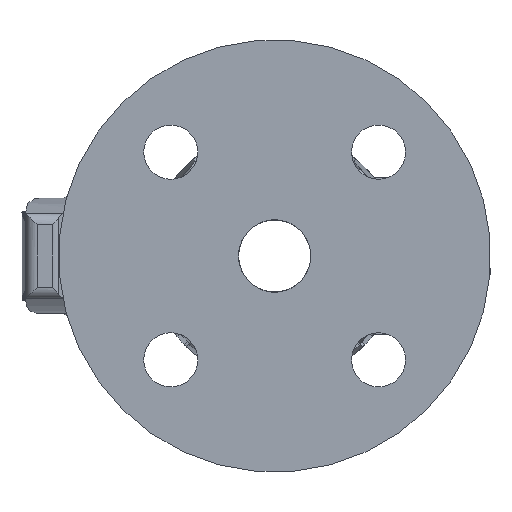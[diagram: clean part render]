
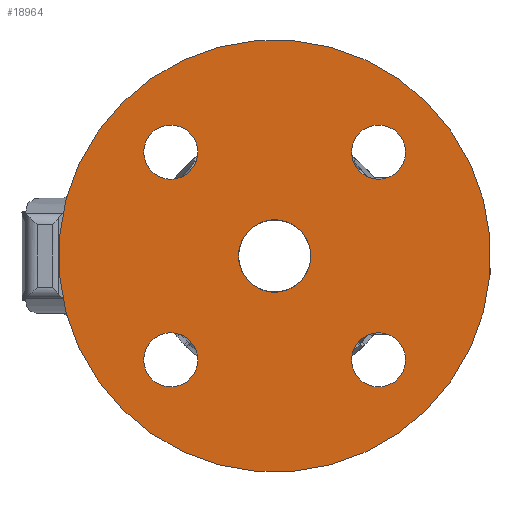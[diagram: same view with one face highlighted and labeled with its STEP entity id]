
A CAD part, left-side view. The second image highlights one B-rep face of the part: STEP entity #18964.
In plain terms, the highlighted face is planar.
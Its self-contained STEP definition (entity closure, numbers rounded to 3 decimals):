
#1735=FACE_BOUND($,#4345,.T.);
#1736=FACE_BOUND($,#4346,.T.);
#1737=FACE_BOUND($,#4347,.T.);
#1738=FACE_BOUND($,#4348,.T.);
#1739=FACE_BOUND($,#4349,.T.);
#1740=FACE_BOUND($,#4350,.T.);
#2198=CIRCLE($,#20780,6.95);
#2200=CIRCLE($,#20783,6.95);
#2202=CIRCLE($,#20786,6.95);
#2204=CIRCLE($,#20789,6.95);
#2207=CIRCLE($,#20795,55.55);
#2208=CIRCLE($,#20797,9.3);
#4345=EDGE_LOOP($,(#15779));
#4346=EDGE_LOOP($,(#15780));
#4347=EDGE_LOOP($,(#15781));
#4348=EDGE_LOOP($,(#15782));
#4349=EDGE_LOOP($,(#15783));
#4350=EDGE_LOOP($,(#15784));
#8123=VERTEX_POINT($,#35044);
#8125=VERTEX_POINT($,#35049);
#8127=VERTEX_POINT($,#35054);
#8129=VERTEX_POINT($,#35059);
#8132=VERTEX_POINT($,#35068);
#8133=VERTEX_POINT($,#35071);
#10773=EDGE_CURVE($,#8123,#8123,#2198,.T.);
#10775=EDGE_CURVE($,#8125,#8125,#2200,.T.);
#10777=EDGE_CURVE($,#8127,#8127,#2202,.T.);
#10779=EDGE_CURVE($,#8129,#8129,#2204,.T.);
#10782=EDGE_CURVE($,#8132,#8132,#2207,.T.);
#10783=EDGE_CURVE($,#8133,#8133,#2208,.T.);
#15779=ORIENTED_EDGE($,*,*,#10773,.T.);
#15780=ORIENTED_EDGE($,*,*,#10775,.T.);
#15781=ORIENTED_EDGE($,*,*,#10777,.T.);
#15782=ORIENTED_EDGE($,*,*,#10779,.T.);
#15783=ORIENTED_EDGE($,*,*,#10782,.T.);
#15784=ORIENTED_EDGE($,*,*,#10783,.F.);
#17928=PLANE($,#20796);
#18964=ADVANCED_FACE($,(#1735,#1736,#1737,#1738,#1739,#1740),#17928,.T.);
#20780=AXIS2_PLACEMENT_3D($,#35045,#25429,#25430);
#20783=AXIS2_PLACEMENT_3D($,#35050,#25435,#25436);
#20786=AXIS2_PLACEMENT_3D($,#35055,#25441,#25442);
#20789=AXIS2_PLACEMENT_3D($,#35060,#25447,#25448);
#20795=AXIS2_PLACEMENT_3D($,#35069,#25459,#25460);
#20796=AXIS2_PLACEMENT_3D($,#35070,#25461,#25462);
#20797=AXIS2_PLACEMENT_3D($,#35072,#25463,#25464);
#25429=DIRECTION('center_axis',(0.,0.,-1.));
#25430=DIRECTION('ref_axis',(0.,1.,0.));
#25435=DIRECTION('center_axis',(0.,0.,-1.));
#25436=DIRECTION('ref_axis',(1.,0.,0.));
#25441=DIRECTION('center_axis',(0.,0.,-1.));
#25442=DIRECTION('ref_axis',(0.,-1.,0.));
#25447=DIRECTION('center_axis',(0.,0.,-1.));
#25448=DIRECTION('ref_axis',(-1.,0.,0.));
#25459=DIRECTION('center_axis',(0.,0.,1.));
#25460=DIRECTION('ref_axis',(1.,0.,0.));
#25461=DIRECTION('center_axis',(0.,0.,1.));
#25462=DIRECTION('ref_axis',(1.,0.,0.));
#25463=DIRECTION('center_axis',(0.,0.,1.));
#25464=DIRECTION('ref_axis',(1.,0.,0.));
#35044=CARTESIAN_POINT('',(0.,30.8,39.65));
#35045=CARTESIAN_POINT('Origin',(0.,37.75,39.65));
#35049=CARTESIAN_POINT('',(30.8,0.,39.65));
#35050=CARTESIAN_POINT('Origin',(37.75,0.,39.65));
#35054=CARTESIAN_POINT('',(0.,-30.8,39.65));
#35055=CARTESIAN_POINT('Origin',(0.,-37.75,39.65));
#35059=CARTESIAN_POINT('',(-30.8,0.,39.65));
#35060=CARTESIAN_POINT('Origin',(-37.75,0.,39.65));
#35068=CARTESIAN_POINT('',(0.,-55.55,39.65));
#35069=CARTESIAN_POINT('Origin',(0.,0.,39.65));
#35070=CARTESIAN_POINT('Origin',(0.,-9.3,39.65));
#35071=CARTESIAN_POINT('',(0.,-9.3,39.65));
#35072=CARTESIAN_POINT('Origin',(0.,0.,39.65));
